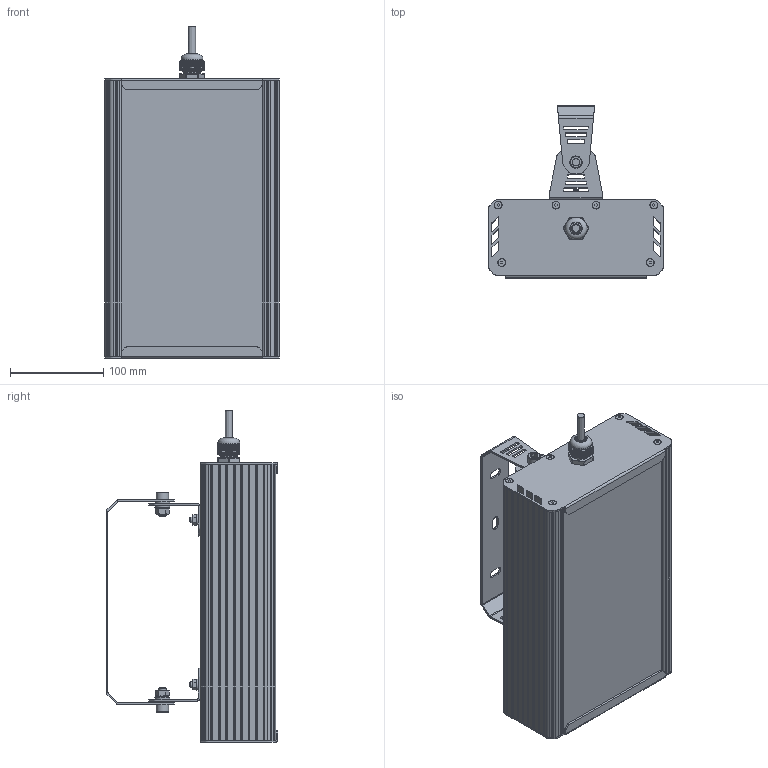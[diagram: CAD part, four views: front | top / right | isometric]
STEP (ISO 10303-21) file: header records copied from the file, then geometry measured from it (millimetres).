
FILE_DESCRIPTION(('STEP AP214'), '1');
FILE_NAME('001.0079.72.000 ÃÑÏ-Ýêñòðà-Îïòèê-60', '2023-11-02T06:53:51', ('Ëóêîíèí'), ('ÎÊÁ Ñâîé Ñòèëü'), 'C3D Converter', 'C3D Toolkit', '');
FILE_SCHEMA(('AUTOMOTIVE_DESIGN { 1 0 10303 214 3 1 1}'));
Length unit declared in the file: millimetre
Products named in the file (40): 001.0079.72.000
Assembly tree (173 placements, depth 4):
  001.0079.72.000
    (unnamed)
      (unnamed)  x6
      (unnamed)
      (unnamed)
      (unnamed)
      (unnamed)  x6
      (unnamed)  x78
      (unnamed)  x6
      (unnamed)  x6
      (unnamed)  x6
      (unnamed)  x6
      (unnamed)  x6
      (unnamed)  x6
      (unnamed)  x6
      (unnamed)  x6
      (unnamed)  x6
      (unnamed)
      (unnamed)
      (unnamed)
      (unnamed)
        (unnamed)
    (unnamed)
      (unnamed)  x2
      (unnamed)
      (unnamed)
      (unnamed)
      (unnamed)
      (unnamed)
      (unnamed)
      (unnamed)  x2
      (unnamed)
      (unnamed)
      (unnamed)
      (unnamed)
      (unnamed)
      (unnamed)
      (unnamed)
      (unnamed)
      (unnamed)
Bounding box: 187.37 x 184.65 x 356.43 mm (x, y, z)
Volume: 1073736.3 mm3; surface area: 827499.3 mm2
Topology: 237 solids, 237 shells, 4168 faces, 10217 edges, 6821 vertices
Faces by surface type: plane 2726, cylinder 1138, cone 178, bspline 109, torus 11, sphere 6
Full cylindrical faces by diameter (mm): 1 x6, 2 x12, 2.5 x24, 2.8 x150, 3.2 x6, 3.5 x36, 4 x12, 6 x4, 6.375 x2, 8 x16, 8.5 x8, 9 x78, 12 x3, 12.5 x1, 13.333 x2, 16 x5, 18.5 x3, 20 x1, 23.5 x1
Entity records: 114958 total; most frequent: CARTESIAN_POINT 54841, ORIENTED_EDGE 11220, DIRECTION 10616, EDGE_CURVE 5610, VERTEX_POINT 3834, AXIS2_PLACEMENT_3D 3641, LINE 3334, VECTOR 3334
